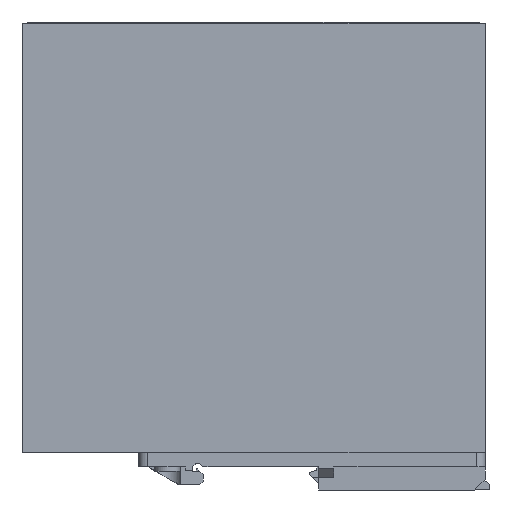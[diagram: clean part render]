
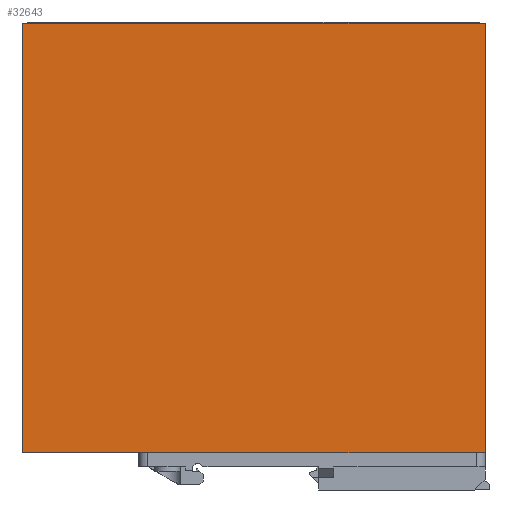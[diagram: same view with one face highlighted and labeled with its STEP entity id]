
A CAD part, left-side view. The second image highlights one B-rep face of the part: STEP entity #32643.
In plain terms, the highlighted planar face has unit normal (-1, 0, 0).
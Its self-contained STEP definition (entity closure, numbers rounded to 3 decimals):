
#32630=AXIS2_PLACEMENT_3D('Plane Axis2P3D',#32627,#32628,#32629) ;
#20761=CARTESIAN_POINT('Vertex',(0.,1.2,10.5)) ;
#20764=CARTESIAN_POINT('Line Origine',(0.,66.2,10.5)) ;
#20768=CARTESIAN_POINT('Vertex',(0.,131.2,10.5)) ;
#32191=CARTESIAN_POINT('Vertex',(0.,1.2,131.2)) ;
#32194=CARTESIAN_POINT('Line Origine',(0.,1.2,70.85)) ;
#32405=CARTESIAN_POINT('Line Origine',(0.,131.2,70.85)) ;
#32409=CARTESIAN_POINT('Vertex',(0.,131.2,131.2)) ;
#32627=CARTESIAN_POINT('Axis2P3D Location',(0.,2.4,131.2)) ;
#32632=CARTESIAN_POINT('Line Origine',(0.,66.2,131.2)) ;
#20765=DIRECTION('Vector Direction',(0.,-1.,0.)) ;
#32195=DIRECTION('Vector Direction',(0.,0.,1.)) ;
#32406=DIRECTION('Vector Direction',(0.,0.,1.)) ;
#32628=DIRECTION('Axis2P3D Direction',(1.,-0.,0.)) ;
#32629=DIRECTION('Axis2P3D XDirection',(0.,0.,-1.)) ;
#32633=DIRECTION('Vector Direction',(0.,1.,0.)) ;
#20766=VECTOR('Line Direction',#20765,1.) ;
#32196=VECTOR('Line Direction',#32195,1.) ;
#32407=VECTOR('Line Direction',#32406,1.) ;
#32634=VECTOR('Line Direction',#32633,1.) ;
#32638=ORIENTED_EDGE('',*,*,#32198,.T.) ;
#32639=ORIENTED_EDGE('',*,*,#32636,.T.) ;
#32640=ORIENTED_EDGE('',*,*,#32411,.F.) ;
#32641=ORIENTED_EDGE('',*,*,#20770,.T.) ;
#32643=ADVANCED_FACE('Hauptk\X2\00F6\X0\rper',(#32642),#32631,.F.) ;
#20770=EDGE_CURVE('',#20769,#20762,#20767,.T.) ;
#32198=EDGE_CURVE('',#20762,#32192,#32197,.T.) ;
#32411=EDGE_CURVE('',#20769,#32410,#32408,.T.) ;
#32636=EDGE_CURVE('',#32192,#32410,#32635,.T.) ;
#32637=EDGE_LOOP('',(#32638,#32639,#32640,#32641)) ;
#32642=FACE_OUTER_BOUND('',#32637,.T.) ;
#20767=LINE('Line',#20764,#20766) ;
#32197=LINE('Line',#32194,#32196) ;
#32408=LINE('Line',#32405,#32407) ;
#32635=LINE('Line',#32632,#32634) ;
#32631=PLANE('',#32630) ;
#20762=VERTEX_POINT('',#20761) ;
#20769=VERTEX_POINT('',#20768) ;
#32192=VERTEX_POINT('',#32191) ;
#32410=VERTEX_POINT('',#32409) ;
